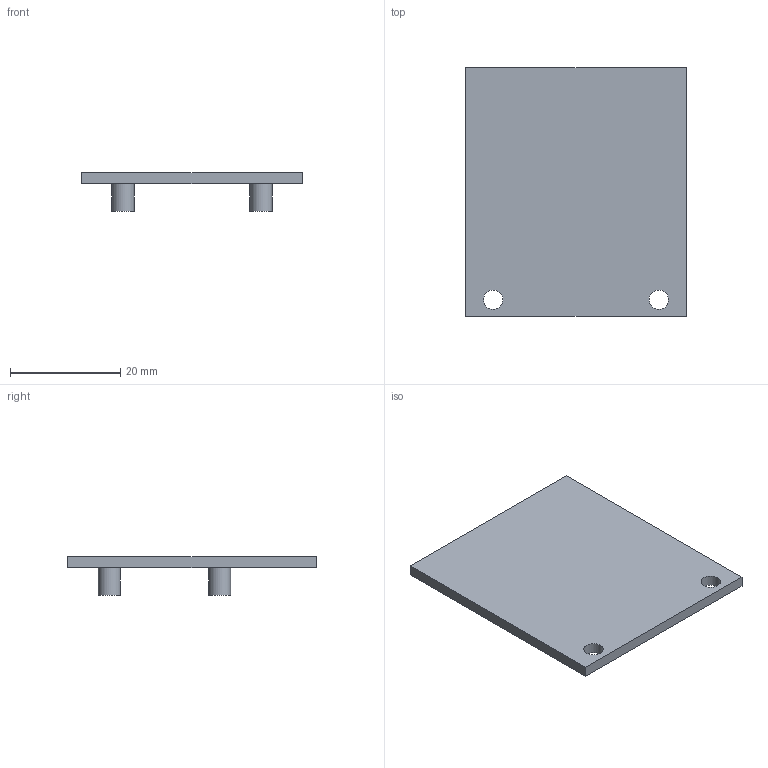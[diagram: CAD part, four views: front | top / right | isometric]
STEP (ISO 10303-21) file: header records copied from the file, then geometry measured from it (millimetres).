
FILE_DESCRIPTION(/* description */ (''),/* implementation_level */ '2;1');
FILE_NAME(/* name */ 'HOLDER_MARKER_ROBOTAT.stp',/* time_stamp */ '2024-11-08T20:52:33-06:00',/* author */ ('jrcer'),/* organization */ (''),/* preprocessor_version */ 'ST-DEVELOPER v20',/* originating_system */ 'Autodesk Inventor 2024',/* authorisation */ '');
FILE_SCHEMA (('AUTOMOTIVE_DESIGN { 1 0 10303 214 3 1 1 }'));
Length unit declared in the file: millimetre
Products named in the file (1): HolderMarker
Bounding box: 40 x 45 x 7 mm (x, y, z)
Volume: 3812.8 mm3; surface area: 4196.8 mm2
Topology: 1 solids, 1 shells, 16 faces, 30 edges, 20 vertices
Faces by surface type: plane 10, cylinder 6
Full cylindrical faces by diameter (mm): 3.5 x2, 4 x4
Entity records: 457 total; most frequent: DIRECTION 76, CARTESIAN_POINT 67, ORIENTED_EDGE 60, EDGE_CURVE 30, AXIS2_PLACEMENT_3D 29, EDGE_LOOP 24, VERTEX_POINT 20, LINE 18
